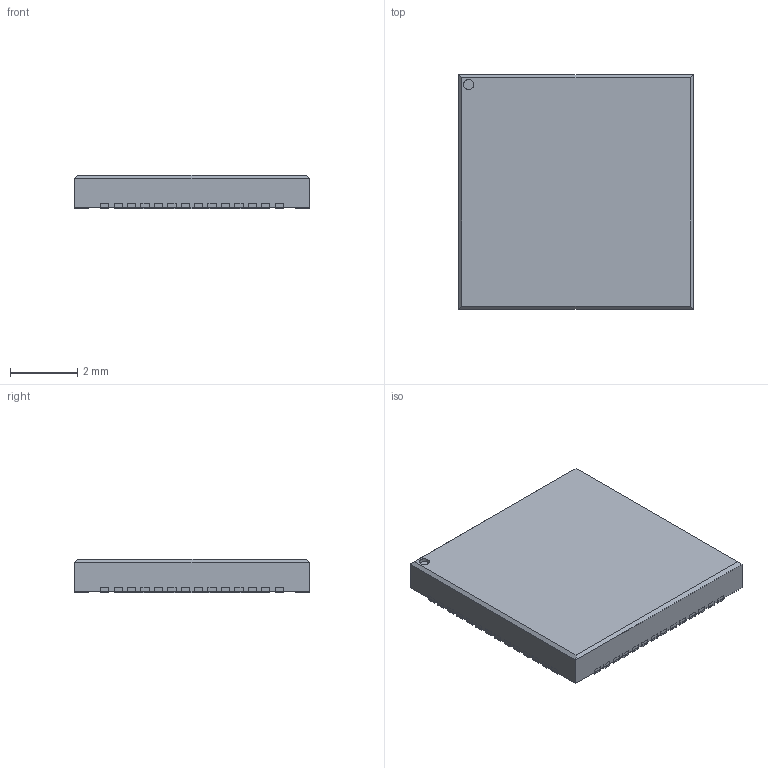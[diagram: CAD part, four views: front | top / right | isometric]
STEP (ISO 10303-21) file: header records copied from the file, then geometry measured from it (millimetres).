
FILE_DESCRIPTION(/* description */ (''),/* implementation_level */ '2;1');
FILE_NAME(/* name */ 'QFN40P700X700X10057T459N v1.stp',/* time_stamp */ '2025-09-12T00:23:22+02:00',/* author */ (''),/* organization */ (''),/* preprocessor_version */ 'ST-DEVELOPER v20.1',/* originating_system */ 'Autodesk Translation Framework v14.10.0.0',/* authorisation */ '');
FILE_SCHEMA (('AUTOMOTIVE_DESIGN { 1 0 10303 214 3 1 1 }'));
Length unit declared in the file: millimetre
Products named in the file (2): QFN40P700X700X100-57T459N; Model
Assembly tree (1 placements, depth 2):
  QFN40P700X700X100-57T459N
    Model
Bounding box: 7 x 7 x 1 mm (x, y, z)
Volume: 47.7 mm3; surface area: 183 mm2
Topology: 58 solids, 58 shells, 466 faces, 1043 edges, 694 vertices
Faces by surface type: plane 409, cylinder 57
Full cylindrical faces by diameter (mm): 0.3 x1
Entity records: 12786 total; most frequent: CARTESIAN_POINT 2206, DIRECTION 2095, ORIENTED_EDGE 2086, EDGE_CURVE 1043, LINE 929, VECTOR 929, VERTEX_POINT 694, AXIS2_PLACEMENT_3D 583
